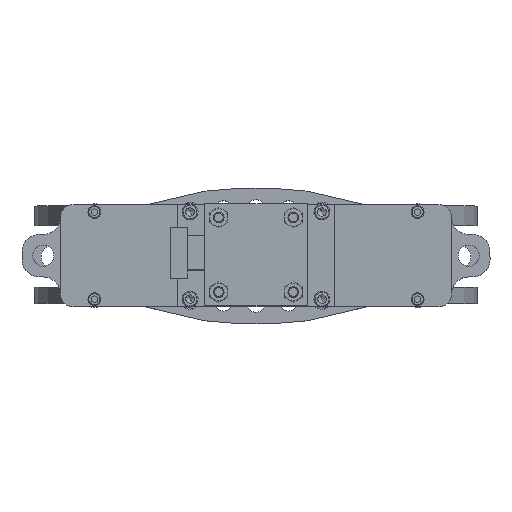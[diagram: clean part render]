
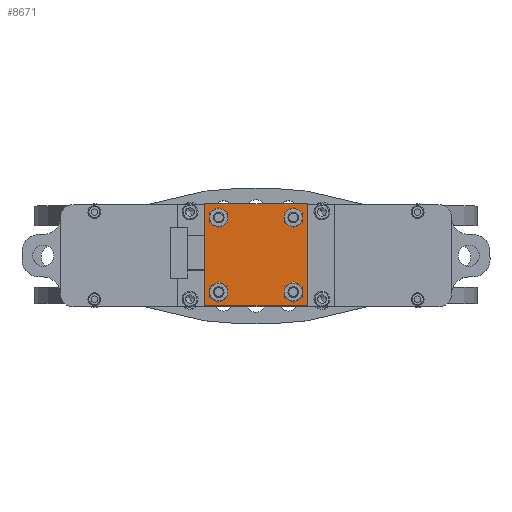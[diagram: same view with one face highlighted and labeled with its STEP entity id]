
A CAD part, top view. The second image highlights one B-rep face of the part: STEP entity #8671.
In plain terms, the highlighted planar face has unit normal (0, 0, 1).
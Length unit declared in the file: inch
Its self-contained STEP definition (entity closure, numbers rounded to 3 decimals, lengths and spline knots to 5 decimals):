
#131 = CARTESIAN_POINT ( 'NONE',  ( -1.5, 2.855, 30.125 ) ) ;
#372 = DIRECTION ( 'NONE',  ( 0., 0., -1. ) ) ;
#445 = DIRECTION ( 'NONE',  ( -1., 0., 0. ) ) ;
#1932 = CARTESIAN_POINT ( 'NONE',  ( 0.8325, 2.45, 30.125 ) ) ;
#2051 = VERTEX_POINT ( 'NONE', #20819 ) ;
#2209 = DIRECTION ( 'NONE',  ( -1., 0., 0. ) ) ;
#2364 = CARTESIAN_POINT ( 'NONE',  ( -1.5, -0.145, 30.125 ) ) ;
#2824 = VERTEX_POINT ( 'NONE', #10656 ) ;
#3150 = LINE ( 'NONE', #131, #16631 ) ;
#3456 = AXIS2_PLACEMENT_3D ( 'NONE', #5340, #18423, #445 ) ;
#3738 = ORIENTED_EDGE ( 'NONE', *, *, #15767, .T. ) ;
#3849 = ORIENTED_EDGE ( 'NONE', *, *, #20569, .T. ) ;
#3960 = CIRCLE ( 'NONE', #5829, 0.2625 ) ;
#4059 = LINE ( 'NONE', #16583, #17044 ) ;
#4300 = FACE_BOUND ( 'NONE', #10454, .T. ) ;
#4328 = CARTESIAN_POINT ( 'NONE',  ( 0., 1.355, 30.125 ) ) ;
#4384 = CARTESIAN_POINT ( 'NONE',  ( -0.8325, 0.26, 30.125 ) ) ;
#4742 = CARTESIAN_POINT ( 'NONE',  ( -1.095, 0.26, 30.125 ) ) ;
#5022 = VERTEX_POINT ( 'NONE', #11012 ) ;
#5128 = CARTESIAN_POINT ( 'NONE',  ( -1.095, 0.26, 30.125 ) ) ;
#5302 = DIRECTION ( 'NONE',  ( 0., 1., 0. ) ) ;
#5340 = CARTESIAN_POINT ( 'NONE',  ( -1.095, 2.45, 30.125 ) ) ;
#5354 = FACE_BOUND ( 'NONE', #6764, .T. ) ;
#5829 = AXIS2_PLACEMENT_3D ( 'NONE', #16101, #14438, #21076 ) ;
#5855 = ORIENTED_EDGE ( 'NONE', *, *, #11454, .T. ) ;
#5882 = EDGE_LOOP ( 'NONE', ( #18047, #14308 ) ) ;
#6003 = DIRECTION ( 'NONE',  ( 1., 0., 0. ) ) ;
#6015 = DIRECTION ( 'NONE',  ( -1., 0., 0. ) ) ;
#6070 = DIRECTION ( 'NONE',  ( 0., 0., 1. ) ) ;
#6199 = CARTESIAN_POINT ( 'NONE',  ( -1.3575, 2.45, 30.125 ) ) ;
#6752 = AXIS2_PLACEMENT_3D ( 'NONE', #4328, #6070, #6003 ) ;
#6764 = EDGE_LOOP ( 'NONE', ( #18714, #20759 ) ) ;
#6877 = VECTOR ( 'NONE', #5302, 39.37008 ) ;
#7098 = EDGE_CURVE ( 'NONE', #20658, #15141, #18687, .T. ) ;
#7338 = VERTEX_POINT ( 'NONE', #1932 ) ;
#7822 = PLANE ( 'NONE',  #6752 ) ;
#7947 = EDGE_LOOP ( 'NONE', ( #3849, #5855, #15050, #10086 ) ) ;
#8435 = CARTESIAN_POINT ( 'NONE',  ( 1.5, -0.145, 30.125 ) ) ;
#8671 = ADVANCED_FACE ( 'NONE', ( #10318, #12128, #4300, #15979, #5354 ), #7822, .T. ) ;
#8726 = LINE ( 'NONE', #17343, #18070 ) ;
#8768 = EDGE_CURVE ( 'NONE', #15150, #10852, #20700, .T. ) ;
#8986 = ORIENTED_EDGE ( 'NONE', *, *, #17139, .T. ) ;
#9203 = EDGE_CURVE ( 'NONE', #5022, #10049, #17286, .T. ) ;
#9376 = DIRECTION ( 'NONE',  ( 0., 0., -1. ) ) ;
#10049 = VERTEX_POINT ( 'NONE', #15394 ) ;
#10086 = ORIENTED_EDGE ( 'NONE', *, *, #9203, .T. ) ;
#10316 = CARTESIAN_POINT ( 'NONE',  ( -1.095, 2.45, 30.125 ) ) ;
#10318 = FACE_OUTER_BOUND ( 'NONE', #7947, .T. ) ;
#10454 = EDGE_LOOP ( 'NONE', ( #3738, #16126 ) ) ;
#10497 = CIRCLE ( 'NONE', #14641, 0.2625 ) ;
#10599 = EDGE_CURVE ( 'NONE', #2824, #21231, #3960, .T. ) ;
#10629 = DIRECTION ( 'NONE',  ( 0., 0., -1. ) ) ;
#10656 = CARTESIAN_POINT ( 'NONE',  ( 1.3575, 0.26, 30.125 ) ) ;
#10760 = CARTESIAN_POINT ( 'NONE',  ( 1.095, 2.45, 30.125 ) ) ;
#10852 = VERTEX_POINT ( 'NONE', #18296 ) ;
#11012 = CARTESIAN_POINT ( 'NONE',  ( 1.5, -0.145, 30.125 ) ) ;
#11069 = DIRECTION ( 'NONE',  ( -1., 0., 0. ) ) ;
#11134 = CARTESIAN_POINT ( 'NONE',  ( 1.095, 2.45, 30.125 ) ) ;
#11227 = CIRCLE ( 'NONE', #12316, 0.2625 ) ;
#11394 = EDGE_CURVE ( 'NONE', #15141, #20658, #20031, .T. ) ;
#11454 = EDGE_CURVE ( 'NONE', #13814, #11608, #3150, .T. ) ;
#11598 = DIRECTION ( 'NONE',  ( 1., 0., 0. ) ) ;
#11608 = VERTEX_POINT ( 'NONE', #2364 ) ;
#11834 = DIRECTION ( 'NONE',  ( -1., 0., 0. ) ) ;
#11918 = AXIS2_PLACEMENT_3D ( 'NONE', #10316, #372, #13620 ) ;
#12128 = FACE_BOUND ( 'NONE', #13754, .T. ) ;
#12316 = AXIS2_PLACEMENT_3D ( 'NONE', #5128, #18437, #11834 ) ;
#12499 = CIRCLE ( 'NONE', #13563, 0.2625 ) ;
#12959 = DIRECTION ( 'NONE',  ( 0., 0., -1. ) ) ;
#13104 = DIRECTION ( 'NONE',  ( -1., 0., 0. ) ) ;
#13563 = AXIS2_PLACEMENT_3D ( 'NONE', #10760, #10629, #2209 ) ;
#13620 = DIRECTION ( 'NONE',  ( -1., 0., 0. ) ) ;
#13754 = EDGE_LOOP ( 'NONE', ( #17399, #8986 ) ) ;
#13756 = DIRECTION ( 'NONE',  ( 0., -1., 0. ) ) ;
#13814 = VERTEX_POINT ( 'NONE', #13828 ) ;
#13828 = CARTESIAN_POINT ( 'NONE',  ( -1.5, 2.855, 30.125 ) ) ;
#14308 = ORIENTED_EDGE ( 'NONE', *, *, #8768, .T. ) ;
#14438 = DIRECTION ( 'NONE',  ( 0., 0., -1. ) ) ;
#14439 = DIRECTION ( 'NONE',  ( -1., 0., 0. ) ) ;
#14641 = AXIS2_PLACEMENT_3D ( 'NONE', #11134, #9376, #14439 ) ;
#15050 = ORIENTED_EDGE ( 'NONE', *, *, #20818, .T. ) ;
#15141 = VERTEX_POINT ( 'NONE', #6199 ) ;
#15150 = VERTEX_POINT ( 'NONE', #4384 ) ;
#15394 = CARTESIAN_POINT ( 'NONE',  ( 1.5, 2.855, 30.125 ) ) ;
#15758 = AXIS2_PLACEMENT_3D ( 'NONE', #21077, #16257, #11069 ) ;
#15762 = EDGE_CURVE ( 'NONE', #7338, #2051, #10497, .T. ) ;
#15767 = EDGE_CURVE ( 'NONE', #21231, #2824, #18259, .T. ) ;
#15979 = FACE_BOUND ( 'NONE', #5882, .T. ) ;
#16101 = CARTESIAN_POINT ( 'NONE',  ( 1.095, 0.26, 30.125 ) ) ;
#16126 = ORIENTED_EDGE ( 'NONE', *, *, #10599, .T. ) ;
#16257 = DIRECTION ( 'NONE',  ( 0., 0., -1. ) ) ;
#16583 = CARTESIAN_POINT ( 'NONE',  ( -1.5, -0.145, 30.125 ) ) ;
#16584 = EDGE_CURVE ( 'NONE', #10852, #15150, #11227, .T. ) ;
#16631 = VECTOR ( 'NONE', #13756, 39.37008 ) ;
#17044 = VECTOR ( 'NONE', #11598, 39.37008 ) ;
#17139 = EDGE_CURVE ( 'NONE', #2051, #7338, #12499, .T. ) ;
#17286 = LINE ( 'NONE', #8435, #6877 ) ;
#17343 = CARTESIAN_POINT ( 'NONE',  ( 1.5, 2.855, 30.125 ) ) ;
#17399 = ORIENTED_EDGE ( 'NONE', *, *, #15762, .T. ) ;
#18047 = ORIENTED_EDGE ( 'NONE', *, *, #16584, .T. ) ;
#18070 = VECTOR ( 'NONE', #6015, 39.37008 ) ;
#18259 = CIRCLE ( 'NONE', #15758, 0.2625 ) ;
#18296 = CARTESIAN_POINT ( 'NONE',  ( -1.3575, 0.26, 30.125 ) ) ;
#18326 = AXIS2_PLACEMENT_3D ( 'NONE', #4742, #12959, #13104 ) ;
#18423 = DIRECTION ( 'NONE',  ( 0., 0., -1. ) ) ;
#18437 = DIRECTION ( 'NONE',  ( 0., 0., -1. ) ) ;
#18687 = CIRCLE ( 'NONE', #11918, 0.2625 ) ;
#18714 = ORIENTED_EDGE ( 'NONE', *, *, #11394, .T. ) ;
#20031 = CIRCLE ( 'NONE', #3456, 0.2625 ) ;
#20569 = EDGE_CURVE ( 'NONE', #10049, #13814, #8726, .T. ) ;
#20658 = VERTEX_POINT ( 'NONE', #20843 ) ;
#20700 = CIRCLE ( 'NONE', #18326, 0.2625 ) ;
#20759 = ORIENTED_EDGE ( 'NONE', *, *, #7098, .T. ) ;
#20818 = EDGE_CURVE ( 'NONE', #11608, #5022, #4059, .T. ) ;
#20819 = CARTESIAN_POINT ( 'NONE',  ( 1.3575, 2.45, 30.125 ) ) ;
#20843 = CARTESIAN_POINT ( 'NONE',  ( -0.8325, 2.45, 30.125 ) ) ;
#21076 = DIRECTION ( 'NONE',  ( -1., 0., 0. ) ) ;
#21077 = CARTESIAN_POINT ( 'NONE',  ( 1.095, 0.26, 30.125 ) ) ;
#21231 = VERTEX_POINT ( 'NONE', #21366 ) ;
#21366 = CARTESIAN_POINT ( 'NONE',  ( 0.8325, 0.26, 30.125 ) ) ;
